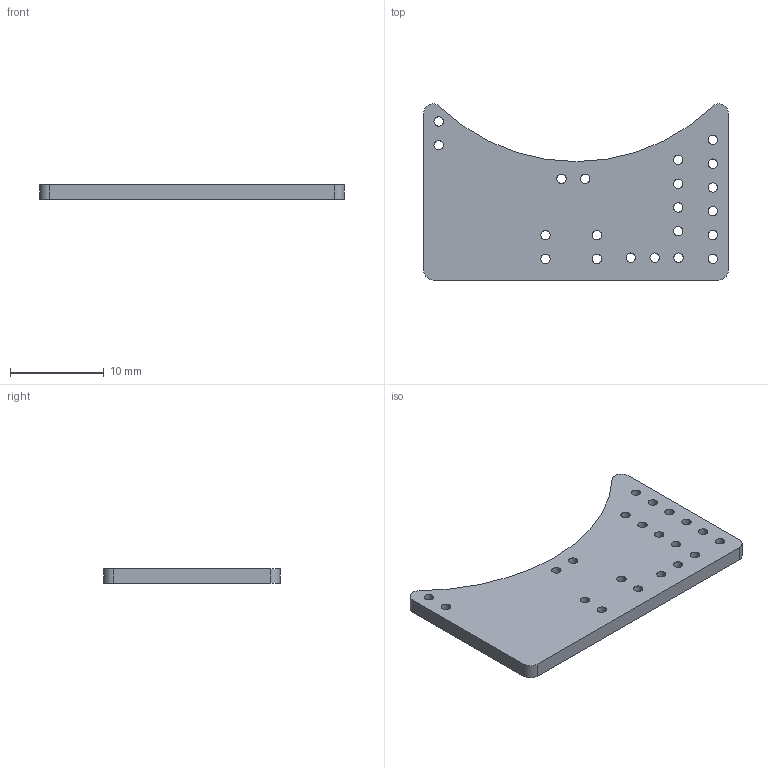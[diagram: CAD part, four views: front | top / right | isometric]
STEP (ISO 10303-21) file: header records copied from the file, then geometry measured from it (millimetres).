
FILE_DESCRIPTION(('KiCad electronic assembly'),'2;1');
FILE_NAME('SmartTap.step','2022-03-01T19:51:26',('Pcbnew'),('Kicad'), 'Open CASCADE STEP processor 7.5','KiCad to STEP converter','Unknown' );
FILE_SCHEMA(('AUTOMOTIVE_DESIGN { 1 0 10303 214 1 1 1 1 }'));
Length unit declared in the file: millimetre
Products named in the file (2): SmartTap 1; SmartTap PCB
Assembly tree (1 placements, depth 2):
  SmartTap 1
    SmartTap PCB
Bounding box: 32.53 x 18.81 x 1.6 mm (x, y, z)
Volume: 749.4 mm3; surface area: 1209 mm2
Topology: 1 solids, 1 shells, 31 faces, 87 edges, 58 vertices
Faces by surface type: cylinder 26, plane 5
Full cylindrical faces by diameter (mm): 1 x21
Entity records: 2451 total; most frequent: CARTESIAN_POINT 664, DIRECTION 327, ORIENTED_EDGE 174, PCURVE 174, DEFINITIONAL_REPRESENTATION 174, LINE 157, VECTOR 157, EDGE_CURVE 87
